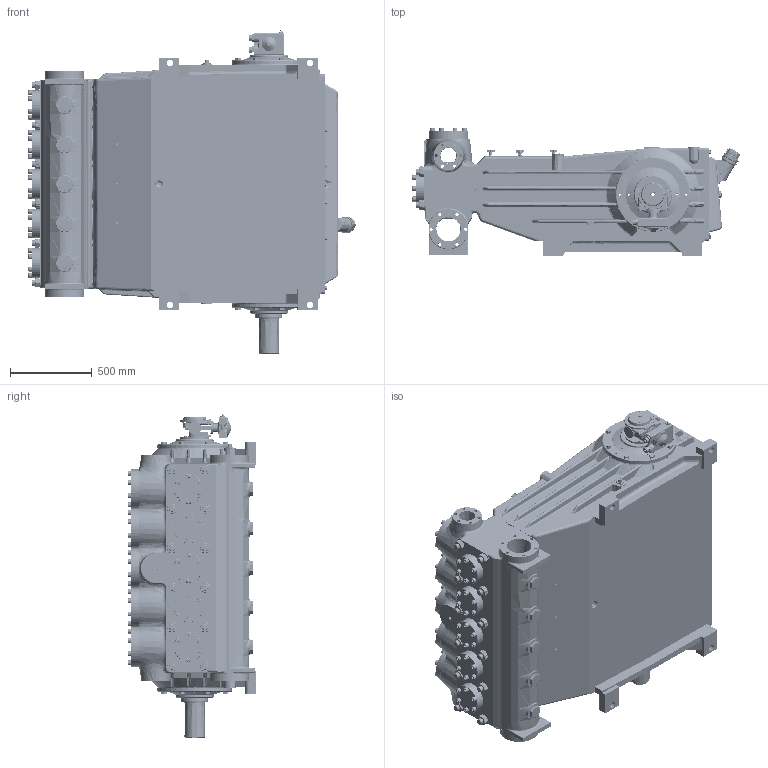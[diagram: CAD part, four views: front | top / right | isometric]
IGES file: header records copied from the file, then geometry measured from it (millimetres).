
Start section: SolidWorks IGES file using analytic representation for surfaces
Global section: file name: PP12598 RAM675.IGS; native system: SolidWorks 2016; preprocessor: SolidWorks 2016; author: DMM; date: 160428.131338; units: inch
Bounding box: 1999.46 x 783 x 1976.6 mm (x, y, z)
Surface area: 16015796 mm2 (no closed solid volume)
Topology: 0 solids, 0 shells, 4407 faces, 108068 edges, 108001 vertices
Faces by surface type: bspline 2627, revolution 1780
